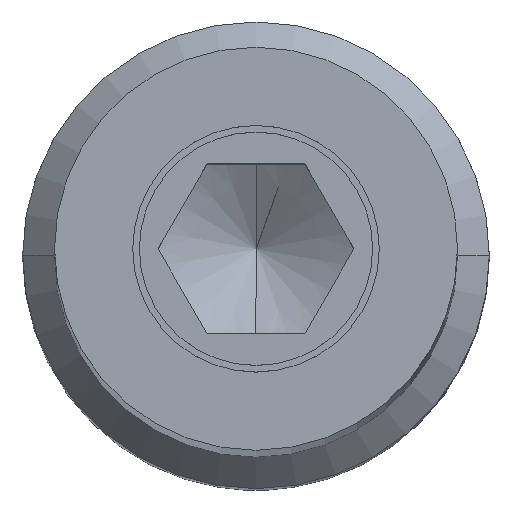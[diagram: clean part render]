
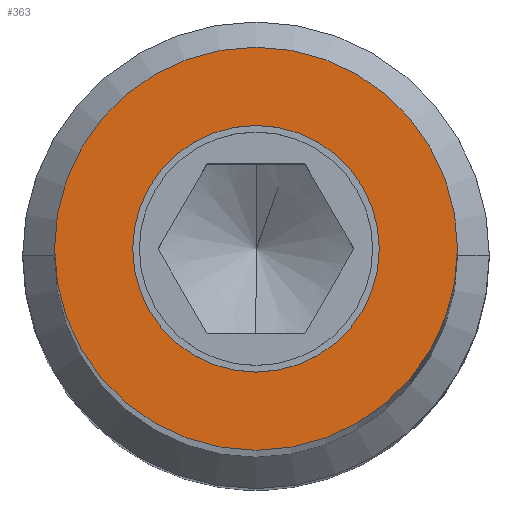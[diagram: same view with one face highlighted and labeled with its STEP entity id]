
A CAD part, top view. The second image highlights one B-rep face of the part: STEP entity #363.
In plain terms, the highlighted planar face has unit normal (0, 0, 1).
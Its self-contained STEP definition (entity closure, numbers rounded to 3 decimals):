
#363=ADVANCED_FACE('',(#825,#826),#827,.T.);
#449=VERTEX_POINT('',#940);
#457=VERTEX_POINT('',#948);
#461=EDGE_CURVE('',#449,#457,#952,.T.);
#525=VERTEX_POINT('',#1016);
#533=VERTEX_POINT('',#1024);
#537=EDGE_CURVE('',#525,#533,#1028,.T.);
#565=EDGE_CURVE('',#533,#525,#1056,.T.);
#609=EDGE_CURVE('',#457,#449,#1100,.T.);
#825=FACE_OUTER_BOUND('',#1325,.T.);
#826=FACE_BOUND('',#1326,.T.);
#827=PLANE('',#1327);
#940=CARTESIAN_POINT('',(-9.5,0.,267.0));
#948=CARTESIAN_POINT('',(9.5,0.,267.0));
#952=CIRCLE('',#1486,9.5);
#1016=CARTESIAN_POINT('',(5.813,0.,267.0));
#1024=CARTESIAN_POINT('',(-5.813,0.0,267.0));
#1028=CIRCLE('',#1592,5.813);
#1056=CIRCLE('',#1637,5.813);
#1100=CIRCLE('',#1709,9.5);
#1325=EDGE_LOOP('',(#2132,#2133));
#1326=EDGE_LOOP('',(#2134,#2135));
#1327=AXIS2_PLACEMENT_3D('',#2136,#2137,#2138);
#1486=AXIS2_PLACEMENT_3D('',#2281,#2282,#2283);
#1592=AXIS2_PLACEMENT_3D('',#2321,#2322,#2323);
#1637=AXIS2_PLACEMENT_3D('',#2342,#2343,#2344);
#1709=AXIS2_PLACEMENT_3D('',#2366,#2367,#2368);
#2132=ORIENTED_EDGE('',*,*,#461,.T.);
#2133=ORIENTED_EDGE('',*,*,#609,.T.);
#2134=ORIENTED_EDGE('',*,*,#565,.T.);
#2135=ORIENTED_EDGE('',*,*,#537,.T.);
#2136=CARTESIAN_POINT('',(-4.75,0.,267.0));
#2137=DIRECTION('',(0.0,0.0,1.0));
#2138=DIRECTION('',(1.0,-0.0,0.0));
#2281=CARTESIAN_POINT('',(0.0,0.,267.0));
#2282=DIRECTION('',(0.0,0.0,1.0));
#2283=DIRECTION('',(-1.0,0.,0.0));
#2321=CARTESIAN_POINT('',(0.0,0.0,267.0));
#2322=DIRECTION('',(0.0,0.0,-1.0));
#2323=DIRECTION('',(1.0,0.0,0.0));
#2342=CARTESIAN_POINT('',(0.0,0.0,267.0));
#2343=DIRECTION('',(0.0,0.0,-1.0));
#2344=DIRECTION('',(1.0,0.0,0.0));
#2366=CARTESIAN_POINT('',(0.0,0.,267.0));
#2367=DIRECTION('',(0.0,0.0,1.0));
#2368=DIRECTION('',(-1.0,0.,0.0));
